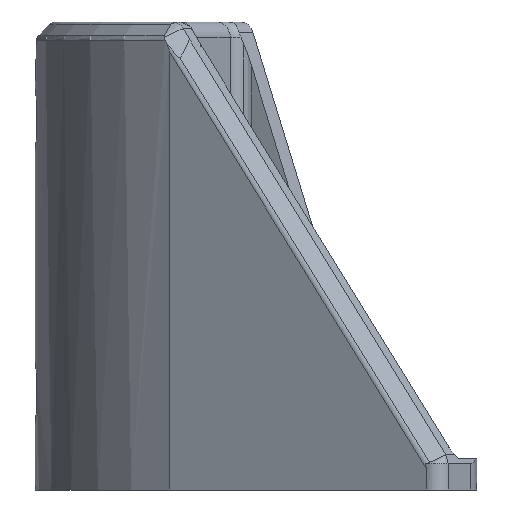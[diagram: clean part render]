
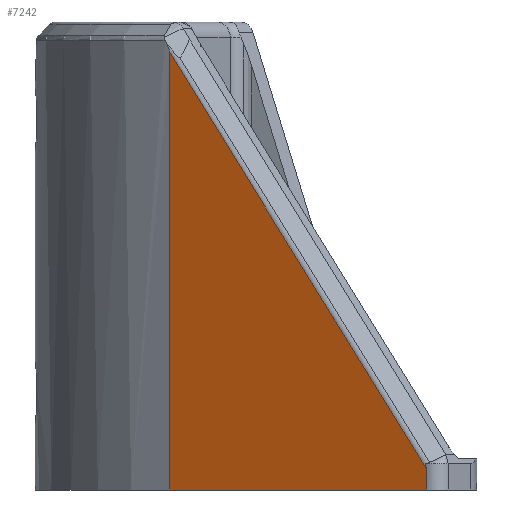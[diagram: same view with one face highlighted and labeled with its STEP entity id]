
A CAD part, left-side view. The second image highlights one B-rep face of the part: STEP entity #7242.
In plain terms, the highlighted planar face has unit normal (-0.866, 0.5, 0).
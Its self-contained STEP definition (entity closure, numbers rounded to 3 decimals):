
#455 = PLANE ( 'NONE',  #8228 ) ;
#485 = DIRECTION ( 'NONE',  ( -0.5, -0.866, 0. ) ) ;
#831 = EDGE_CURVE ( 'NONE', #10010, #6820, #10663, .T. ) ;
#1011 = CARTESIAN_POINT ( 'NONE',  ( -33.098, -18.045, 54.793 ) ) ;
#1199 = FACE_OUTER_BOUND ( 'NONE', #2893, .T. ) ;
#1351 = CARTESIAN_POINT ( 'NONE',  ( -17.01, 9.821, 4. ) ) ;
#2072 = DIRECTION ( 'NONE',  ( 0.866, -0.5, 0. ) ) ;
#2573 = EDGE_CURVE ( 'NONE', #6820, #8149, #5417, .T. ) ;
#2733 = CARTESIAN_POINT ( 'NONE',  ( -32.65, -17.268, 4. ) ) ;
#2893 = EDGE_LOOP ( 'NONE', ( #4703, #5270, #3687, #6045 ) ) ;
#2943 = VERTEX_POINT ( 'NONE', #7443 ) ;
#3213 = VECTOR ( 'NONE', #485, 1000. ) ;
#3288 = EDGE_CURVE ( 'NONE', #8149, #2943, #10623, .T. ) ;
#3687 = ORIENTED_EDGE ( 'NONE', *, *, #831, .T. ) ;
#3794 = DIRECTION ( 'NONE',  ( 0.5, 0.866, 0. ) ) ;
#4452 = DIRECTION ( 'NONE',  ( 0., 0., -1. ) ) ;
#4703 = ORIENTED_EDGE ( 'NONE', *, *, #3288, .T. ) ;
#5108 = CARTESIAN_POINT ( 'NONE',  ( -32.65, -17.268, 56.053 ) ) ;
#5270 = ORIENTED_EDGE ( 'NONE', *, *, #9679, .T. ) ;
#5417 = LINE ( 'NONE', #9499, #3213 ) ;
#5958 = CARTESIAN_POINT ( 'NONE',  ( -51.668, -50.209, 0. ) ) ;
#6045 = ORIENTED_EDGE ( 'NONE', *, *, #2573, .T. ) ;
#6820 = VERTEX_POINT ( 'NONE', #6891 ) ;
#6891 = CARTESIAN_POINT ( 'NONE',  ( -32.65, -17.268, 0. ) ) ;
#6923 = DIRECTION ( 'NONE',  ( 0.29, 0.502, 0.815 ) ) ;
#6966 = VECTOR ( 'NONE', #9906, 1000. ) ;
#7242 = ADVANCED_FACE ( 'NONE', ( #1199 ), #455, .F. ) ;
#7443 = CARTESIAN_POINT ( 'NONE',  ( -51.668, -50.209, 2.647 ) ) ;
#7788 = LINE ( 'NONE', #1011, #9778 ) ;
#8149 = VERTEX_POINT ( 'NONE', #5958 ) ;
#8228 = AXIS2_PLACEMENT_3D ( 'NONE', #1351, #2072, #3794 ) ;
#8447 = VECTOR ( 'NONE', #4452, 1000. ) ;
#9112 = CARTESIAN_POINT ( 'NONE',  ( -51.668, -50.209, 4. ) ) ;
#9499 = CARTESIAN_POINT ( 'NONE',  ( -17.01, 9.821, 0. ) ) ;
#9679 = EDGE_CURVE ( 'NONE', #2943, #10010, #7788, .T. ) ;
#9778 = VECTOR ( 'NONE', #6923, 1000. ) ;
#9906 = DIRECTION ( 'NONE',  ( 0., 0., 1. ) ) ;
#10010 = VERTEX_POINT ( 'NONE', #5108 ) ;
#10623 = LINE ( 'NONE', #9112, #6966 ) ;
#10663 = LINE ( 'NONE', #2733, #8447 ) ;
